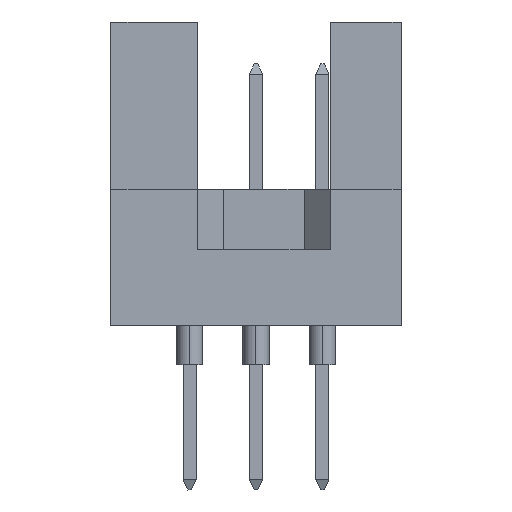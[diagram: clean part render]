
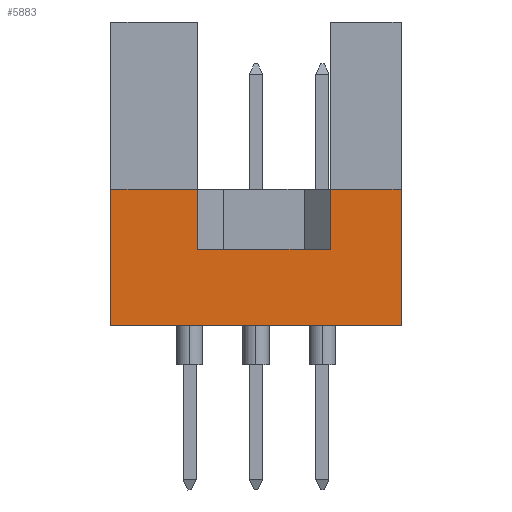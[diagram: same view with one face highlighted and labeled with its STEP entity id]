
A CAD part, left-side view. The second image highlights one B-rep face of the part: STEP entity #5883.
In plain terms, the highlighted planar face has unit normal (-1, 0, 0).
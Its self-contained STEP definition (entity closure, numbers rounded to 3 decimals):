
#272 = LINE ( 'NONE', #11909, #7273 ) ;
#289 = DIRECTION ( 'NONE',  ( 0., 0., 1. ) ) ;
#428 = CARTESIAN_POINT ( 'NONE',  ( -47.5, 0., 5.2 ) ) ;
#733 = LINE ( 'NONE', #4550, #16607 ) ;
#1198 = CARTESIAN_POINT ( 'NONE',  ( -47.5, 11.1, 5.2 ) ) ;
#1349 = CARTESIAN_POINT ( 'NONE',  ( -47.5, 7.79, 5.2 ) ) ;
#2331 = CARTESIAN_POINT ( 'NONE',  ( -47.5, 11.1, 0. ) ) ;
#2365 = EDGE_CURVE ( 'NONE', #13707, #16730, #272, .T. ) ;
#2852 = EDGE_CURVE ( 'NONE', #11376, #4901, #14823, .T. ) ;
#3057 = EDGE_CURVE ( 'NONE', #13707, #10916, #9699, .T. ) ;
#3170 = VECTOR ( 'NONE', #9182, 1000. ) ;
#3318 = VERTEX_POINT ( 'NONE', #7961 ) ;
#3509 = EDGE_CURVE ( 'NONE', #3318, #4901, #14458, .T. ) ;
#3706 = VECTOR ( 'NONE', #14993, 1000. ) ;
#3747 = ORIENTED_EDGE ( 'NONE', *, *, #2365, .T. ) ;
#4171 = CARTESIAN_POINT ( 'NONE',  ( -47.5, 0., 0. ) ) ;
#4458 = ORIENTED_EDGE ( 'NONE', *, *, #3057, .F. ) ;
#4550 = CARTESIAN_POINT ( 'NONE',  ( -47.5, 11.1, 0. ) ) ;
#4673 = DIRECTION ( 'NONE',  ( 0., -1., 0. ) ) ;
#4901 = VERTEX_POINT ( 'NONE', #428 ) ;
#5150 = CARTESIAN_POINT ( 'NONE',  ( -47.5, 7.79, 2.9 ) ) ;
#5479 = CARTESIAN_POINT ( 'NONE',  ( -47.5, 11.1, 5.2 ) ) ;
#5883 = ADVANCED_FACE ( 'NONE', ( #16666 ), #6092, .F. ) ;
#5960 = AXIS2_PLACEMENT_3D ( 'NONE', #10078, #13801, #9738 ) ;
#6021 = DIRECTION ( 'NONE',  ( 0., 0., 1. ) ) ;
#6047 = ORIENTED_EDGE ( 'NONE', *, *, #7349, .F. ) ;
#6092 = PLANE ( 'NONE',  #5960 ) ;
#6239 = LINE ( 'NONE', #2331, #14669 ) ;
#6382 = CARTESIAN_POINT ( 'NONE',  ( -47.5, 11.1, 0. ) ) ;
#6742 = VECTOR ( 'NONE', #9194, 1000. ) ;
#7057 = LINE ( 'NONE', #8276, #7254 ) ;
#7254 = VECTOR ( 'NONE', #289, 1000. ) ;
#7273 = VECTOR ( 'NONE', #13369, 1000. ) ;
#7349 = EDGE_CURVE ( 'NONE', #13335, #10263, #733, .T. ) ;
#7508 = EDGE_CURVE ( 'NONE', #10263, #16730, #9375, .T. ) ;
#7649 = ORIENTED_EDGE ( 'NONE', *, *, #3509, .F. ) ;
#7698 = EDGE_CURVE ( 'NONE', #10916, #3318, #7057, .T. ) ;
#7747 = ORIENTED_EDGE ( 'NONE', *, *, #7698, .F. ) ;
#7961 = CARTESIAN_POINT ( 'NONE',  ( -47.5, 2.71, 5.2 ) ) ;
#8276 = CARTESIAN_POINT ( 'NONE',  ( -47.5, 2.71, 2.9 ) ) ;
#8502 = CARTESIAN_POINT ( 'NONE',  ( -47.5, 7.79, 2.9 ) ) ;
#9182 = DIRECTION ( 'NONE',  ( 0., -1., 0. ) ) ;
#9194 = DIRECTION ( 'NONE',  ( 0., 0., 1. ) ) ;
#9375 = LINE ( 'NONE', #5479, #16376 ) ;
#9460 = DIRECTION ( 'NONE',  ( 0., -1., 0. ) ) ;
#9699 = LINE ( 'NONE', #8502, #3706 ) ;
#9738 = DIRECTION ( 'NONE',  ( 0., 0., -1. ) ) ;
#9881 = CARTESIAN_POINT ( 'NONE',  ( -47.5, 0., 0. ) ) ;
#10078 = CARTESIAN_POINT ( 'NONE',  ( -47.5, 11.1, 0. ) ) ;
#10263 = VERTEX_POINT ( 'NONE', #1198 ) ;
#10916 = VERTEX_POINT ( 'NONE', #13479 ) ;
#10976 = EDGE_LOOP ( 'NONE', ( #4458, #3747, #15025, #6047, #13352, #12939, #7649, #7747 ) ) ;
#11376 = VERTEX_POINT ( 'NONE', #9881 ) ;
#11909 = CARTESIAN_POINT ( 'NONE',  ( -47.5, 7.79, 2.9 ) ) ;
#12608 = EDGE_CURVE ( 'NONE', #13335, #11376, #6239, .T. ) ;
#12939 = ORIENTED_EDGE ( 'NONE', *, *, #2852, .T. ) ;
#13335 = VERTEX_POINT ( 'NONE', #6382 ) ;
#13352 = ORIENTED_EDGE ( 'NONE', *, *, #12608, .T. ) ;
#13369 = DIRECTION ( 'NONE',  ( 0., 0., 1. ) ) ;
#13479 = CARTESIAN_POINT ( 'NONE',  ( -47.5, 2.71, 2.9 ) ) ;
#13707 = VERTEX_POINT ( 'NONE', #5150 ) ;
#13801 = DIRECTION ( 'NONE',  ( 1., 0., 0. ) ) ;
#14458 = LINE ( 'NONE', #15851, #3170 ) ;
#14669 = VECTOR ( 'NONE', #4673, 1000. ) ;
#14823 = LINE ( 'NONE', #4171, #6742 ) ;
#14993 = DIRECTION ( 'NONE',  ( 0., -1., 0. ) ) ;
#15025 = ORIENTED_EDGE ( 'NONE', *, *, #7508, .F. ) ;
#15851 = CARTESIAN_POINT ( 'NONE',  ( -47.5, 11.1, 5.2 ) ) ;
#16376 = VECTOR ( 'NONE', #9460, 1000. ) ;
#16607 = VECTOR ( 'NONE', #6021, 1000. ) ;
#16666 = FACE_OUTER_BOUND ( 'NONE', #10976, .T. ) ;
#16730 = VERTEX_POINT ( 'NONE', #1349 ) ;
